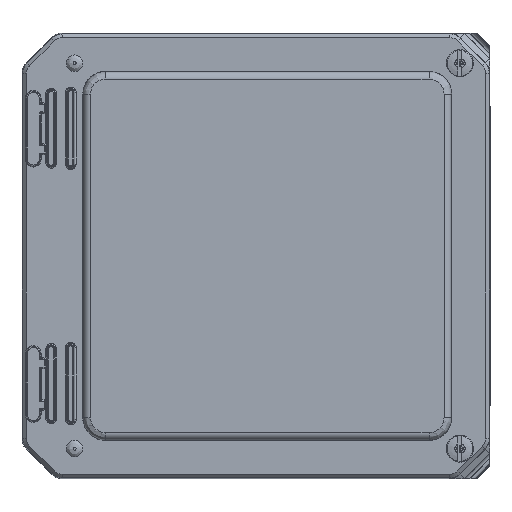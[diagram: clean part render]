
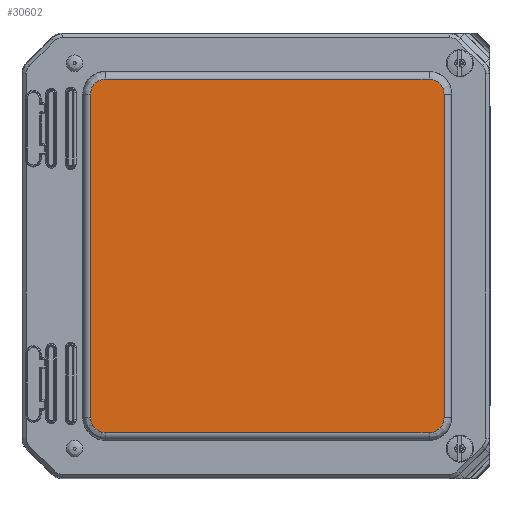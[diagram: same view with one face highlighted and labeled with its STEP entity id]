
A CAD part, top view. The second image highlights one B-rep face of the part: STEP entity #30602.
In plain terms, the highlighted face is planar.
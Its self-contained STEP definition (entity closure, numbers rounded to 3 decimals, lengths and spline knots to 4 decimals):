
#959=ELLIPSE($,#33948,0.2501,0.25);
#962=ELLIPSE($,#33952,0.2501,0.25);
#963=ELLIPSE($,#33958,0.2501,0.25);
#966=ELLIPSE($,#33962,0.2501,0.25);
#4299=LINE($,#72239,#6392);
#4301=LINE($,#72407,#6394);
#4304=LINE($,#72414,#6397);
#4306=LINE($,#72587,#6399);
#6392=VECTOR($,#42398,5.3847);
#6394=VECTOR($,#42418,5.3847);
#6397=VECTOR($,#42425,5.3847);
#6399=VECTOR($,#42441,5.3847);
#7217=PLANE($,#33968);
#9093=FACE_OUTER_BOUND($,#11115,.T.);
#11115=EDGE_LOOP($,(#27607,#27608,#27609,#27610,#27611,#27612,#27613,#27614));
#14949=VERTEX_POINT($,#72236);
#14950=VERTEX_POINT($,#72238);
#14953=VERTEX_POINT($,#72324);
#14954=VERTEX_POINT($,#72398);
#14957=VERTEX_POINT($,#72405);
#14958=VERTEX_POINT($,#72410);
#14961=VERTEX_POINT($,#72496);
#14962=VERTEX_POINT($,#72580);
#19214=EDGE_CURVE($,#14949,#14950,#4299,.T.);
#19218=EDGE_CURVE($,#14953,#14949,#959,.T.);
#19222=EDGE_CURVE($,#14950,#14954,#962,.T.);
#19224=EDGE_CURVE($,#14957,#14953,#4301,.T.);
#19228=EDGE_CURVE($,#14954,#14958,#4304,.T.);
#19230=EDGE_CURVE($,#14961,#14957,#963,.T.);
#19234=EDGE_CURVE($,#14958,#14962,#966,.T.);
#19236=EDGE_CURVE($,#14962,#14961,#4306,.T.);
#27607=ORIENTED_EDGE($,*,*,#19214,.F.);
#27608=ORIENTED_EDGE($,*,*,#19218,.F.);
#27609=ORIENTED_EDGE($,*,*,#19224,.F.);
#27610=ORIENTED_EDGE($,*,*,#19230,.F.);
#27611=ORIENTED_EDGE($,*,*,#19236,.F.);
#27612=ORIENTED_EDGE($,*,*,#19234,.F.);
#27613=ORIENTED_EDGE($,*,*,#19228,.F.);
#27614=ORIENTED_EDGE($,*,*,#19222,.F.);
#30602=ADVANCED_FACE($,(#9093),#7217,.F.);
#33948=AXIS2_PLACEMENT_3D($,#72326,#42404,#42405);
#33952=AXIS2_PLACEMENT_3D($,#72402,#42412,#42413);
#33958=AXIS2_PLACEMENT_3D($,#72498,#42428,#42429);
#33962=AXIS2_PLACEMENT_3D($,#72584,#42436,#42437);
#33968=AXIS2_PLACEMENT_3D($,#72597,#42455,#42456);
#42398=DIRECTION($,(1.,0.,0.));
#42404=DIRECTION('center_axis',(0.,0.,1.));
#42405=DIRECTION('ref_axis',(-0.707,-0.707,0.));
#42412=DIRECTION('center_axis',(0.,0.,1.));
#42413=DIRECTION('ref_axis',(0.707,-0.707,0.));
#42418=DIRECTION($,(0.,-1.,0.));
#42425=DIRECTION($,(0.,1.,0.));
#42428=DIRECTION('center_axis',(0.,0.,1.));
#42429=DIRECTION('ref_axis',(-0.707,0.707,0.));
#42436=DIRECTION('center_axis',(0.,0.,1.));
#42437=DIRECTION('ref_axis',(0.707,0.707,0.));
#42441=DIRECTION($,(-1.,0.,0.));
#42455=DIRECTION('center_axis',(0.,0.,1.));
#42456=DIRECTION('ref_axis',(1.,0.,0.));
#72236=CARTESIAN_POINT('',(-2.5048,-2.9423,0.));
#72238=CARTESIAN_POINT('',(2.8798,-2.9423,0.));
#72239=CARTESIAN_POINT($,(-2.5048,-2.9423,0.));
#72324=CARTESIAN_POINT('',(-2.7548,-2.6923,0.));
#72326=CARTESIAN_POINT('Origin',(-2.5048,-2.6923,0.));
#72398=CARTESIAN_POINT('',(3.1298,-2.6923,0.));
#72402=CARTESIAN_POINT('Origin',(2.8798,-2.6923,0.));
#72405=CARTESIAN_POINT('',(-2.7548,2.6923,0.));
#72407=CARTESIAN_POINT($,(-2.7548,2.6923,0.));
#72410=CARTESIAN_POINT('',(3.1298,2.6923,0.));
#72414=CARTESIAN_POINT($,(3.1298,-2.6923,0.));
#72496=CARTESIAN_POINT('',(-2.5048,2.9423,0.));
#72498=CARTESIAN_POINT('Origin',(-2.5048,2.6923,0.));
#72580=CARTESIAN_POINT('',(2.8798,2.9423,0.));
#72584=CARTESIAN_POINT('Origin',(2.8798,2.6923,0.));
#72587=CARTESIAN_POINT($,(2.8798,2.9423,0.));
#72597=CARTESIAN_POINT('Origin',(0.1875,0.,0.));
